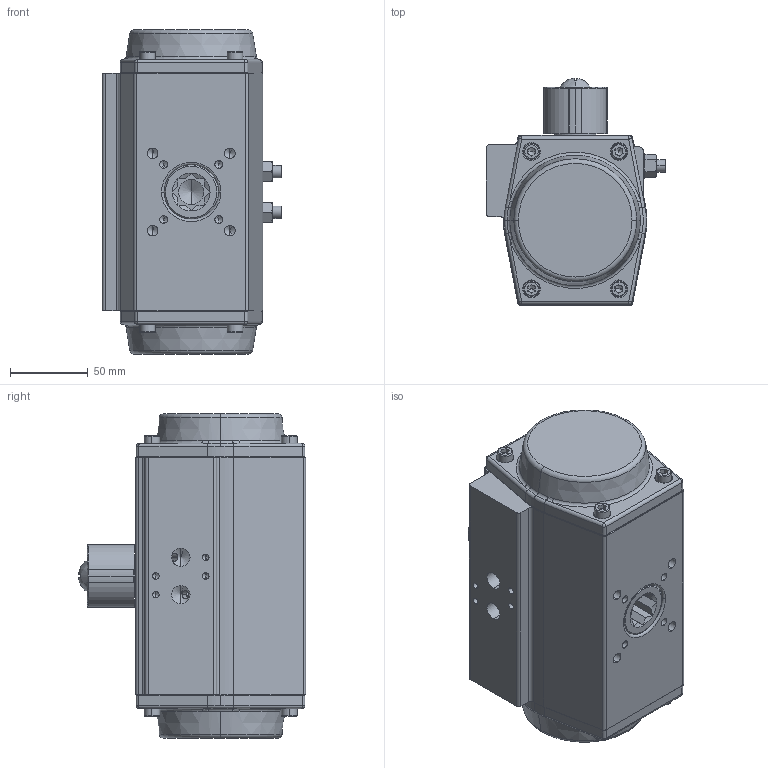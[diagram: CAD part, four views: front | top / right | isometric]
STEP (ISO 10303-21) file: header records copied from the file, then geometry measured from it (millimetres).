
FILE_DESCRIPTION (( 'STEP AP203' ), '1' );
FILE_NAME ('GD-083-090-V17-FG-SA-Doku.step', '2019-01-14T07:34:21', ( '' ), ( '' ), 'SwSTEP 2.0', 'SolidWorks 2018', '' );
FILE_SCHEMA (( 'CONFIG_CONTROL_DESIGN' ));
Products named in the file (1): GD-083-090-V17-FG-SA-Doku
Bounding box: 115 x 145.65 x 208 mm (x, y, z)
Volume: 909314.2 mm3; surface area: 244811.1 mm2
Topology: 25 solids, 25 shells, 2608 faces, 6226 edges, 3606 vertices
Faces by surface type: cylinder 820, torus 572, plane 572, bspline 400, cone 156, sphere 88
Entity records: 93831 total; most frequent: CARTESIAN_POINT 35758, DIRECTION 12433, ORIENTED_EDGE 12040, EDGE_CURVE 6020, AXIS2_PLACEMENT_3D 5160, VERTEX_POINT 3590, CIRCLE 2951, EDGE_LOOP 2784
